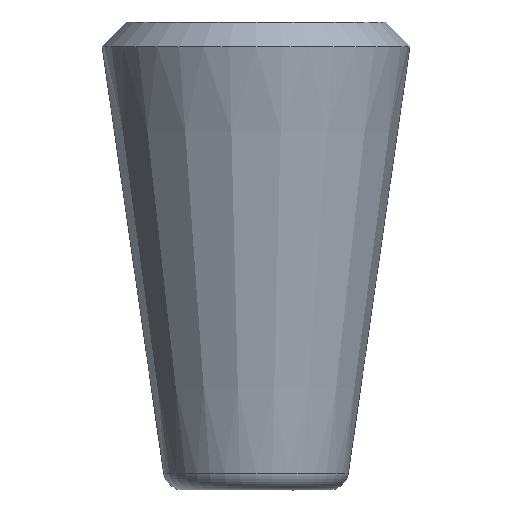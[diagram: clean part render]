
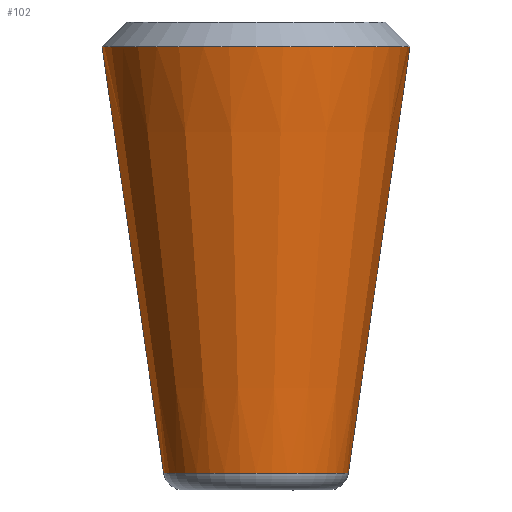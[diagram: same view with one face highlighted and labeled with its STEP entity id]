
A CAD part, front view. The second image highlights one B-rep face of the part: STEP entity #102.
In plain terms, the highlighted conical face has half-angle 8.216 degrees and reference radius 10 mm.
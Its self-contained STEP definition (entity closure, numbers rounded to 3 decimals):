
#88=EDGE_CURVE('',#192,#142,#224,.T.);
#90=EDGE_CURVE('',#192,#120,#226,.T.);
#102=ADVANCED_FACE('',(#239),#240,.T.);
#120=VERTEX_POINT('',#260);
#142=VERTEX_POINT('',#283);
#180=EDGE_CURVE('',#142,#190,#328,.T.);
#190=VERTEX_POINT('',#338);
#192=VERTEX_POINT('',#340);
#196=EDGE_CURVE('',#190,#120,#346,.T.);
#224=LINE('',#368,#369);
#226=CIRCLE('',#372,12.5);
#239=FACE_OUTER_BOUND('',#390,.T.);
#240=CONICAL_SURFACE('',#391,10.0,0.143);
#260=CARTESIAN_POINT('',(-12.5,0.,36.));
#283=CARTESIAN_POINT('',(7.5,0.,1.371));
#328=CIRCLE('',#502,7.5);
#338=CARTESIAN_POINT('',(-7.5,0.,1.371));
#340=CARTESIAN_POINT('',(12.5,0.,36.));
#346=LINE('',#525,#526);
#368=CARTESIAN_POINT('',(10.,0.,18.686));
#369=VECTOR('',#538,1.0);
#372=AXIS2_PLACEMENT_3D('',#539,#540,#541);
#390=EDGE_LOOP('',(#560,#561,#562,#563));
#391=AXIS2_PLACEMENT_3D('',#564,#565,#566);
#502=AXIS2_PLACEMENT_3D('',#681,#682,#683);
#525=CARTESIAN_POINT('',(-10.,0.,18.686));
#526=VECTOR('',#699,1.0);
#538=DIRECTION('',(-0.143,0.,-0.99));
#539=CARTESIAN_POINT('',(0.,0.,36.));
#540=DIRECTION('',(0.0,0.0,-1.0));
#541=DIRECTION('',(1.0,0.,0.0));
#560=ORIENTED_EDGE('',*,*,#88,.F.);
#561=ORIENTED_EDGE('',*,*,#90,.T.);
#562=ORIENTED_EDGE('',*,*,#196,.F.);
#563=ORIENTED_EDGE('',*,*,#180,.F.);
#564=CARTESIAN_POINT('',(0.,0.,18.686));
#565=DIRECTION('',(-0.0,-0.0,1.0));
#566=DIRECTION('',(1.0,0.,0.0));
#681=CARTESIAN_POINT('',(0.,0.,1.371));
#682=DIRECTION('',(0.0,0.0,-1.0));
#683=DIRECTION('',(1.0,0.,0.0));
#699=DIRECTION('',(-0.143,0.,0.99));
